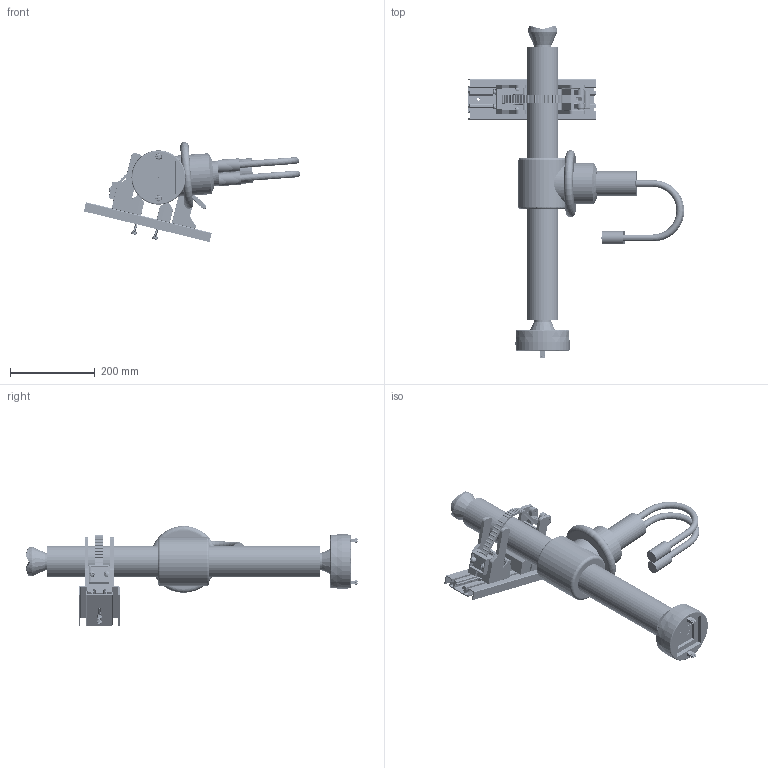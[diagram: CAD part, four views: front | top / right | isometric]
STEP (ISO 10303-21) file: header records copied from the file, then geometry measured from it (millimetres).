
FILE_DESCRIPTION (( 'STEP AP203' ), '1' );
FILE_NAME ('K1022FL.STEP', '2017-05-10T18:26:11', ( 'admin' ), ( 'Hewlett-Packard Company' ), 'SwSTEP 2.0', 'SolidWorks 2017', '' );
FILE_SCHEMA (( 'CONFIG_CONTROL_DESIGN' ));
Length unit declared in the file: inch
Products named in the file (23): K1022FL; 3017_HFBOLT 0.25-20x1.25x0.75-C; Holmatro Ram RA4322 C; 2023_collapsed; 1020-204; 1020-205 (oxy tank); 1020-203; 1022; 1020-207-12; 1020-401; 2100; 7016 Spread_step7; 1020-901; 7016; 2046; 1020-201; 2450_HFBOLT 0.25-20x1.25x0.75-C; 7048_2"; 1020-202; 2069LN_MSHXNUT 0.250-20-S-N; K5020(oxygen tank); 1020-206
Assembly tree (42 placements, depth 4):
  K1022FL
    1022
      1022
      2100  x2
      7016  x2
      2450_HFBOLT 0.25-20x1.25x0.75-C  x2
      2069LN_MSHXNUT 0.250-20-S-N  x2
    Holmatro Ram RA4322 C
    K5020(oxygen tank)
      1020-901
        1020-204
        1020-203
        1020-401  x2
      1020-201
      1020-202
      1020-206  x2
      3017_HFBOLT 0.25-20x1.25x0.75-C  x4
      2023_collapsed  x2
      1020-205 (oxy tank)
      1020-207-12
      7016 Spread_step7  x4
      2046  x4
      7048_2"
        3017_HFBOLT 0.25-20x1.25x0.75-C  x2
        2069LN_MSHXNUT 0.250-20-S-N  x2
Bounding box: 510.01 x 782.44 x 235.63 mm (x, y, z)
Volume: 5986214.5 mm3; surface area: 696686.1 mm2
Topology: 45 solids, 45 shells, 5261 faces, 12962 edges, 7959 vertices
Faces by surface type: cone 1685, plane 1580, cylinder 1027, bspline 733, torus 176, sphere 60
Entity records: 122530 total; most frequent: CARTESIAN_POINT 53247, ORIENTED_EDGE 14492, DIRECTION 12654, EDGE_CURVE 7246, VERTEX_POINT 4537, AXIS2_PLACEMENT_3D 4418, VECTOR 3818, LINE 3818
